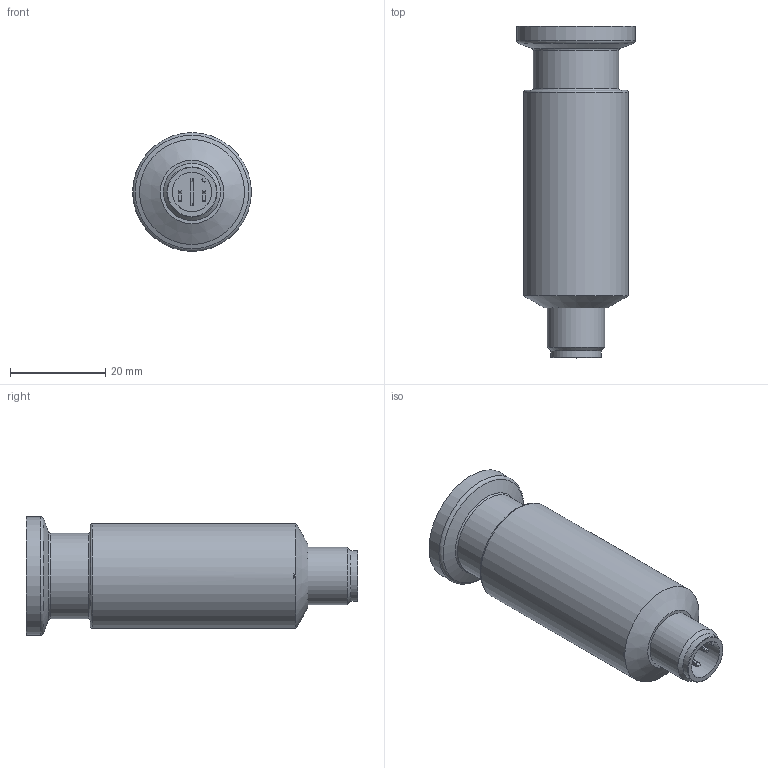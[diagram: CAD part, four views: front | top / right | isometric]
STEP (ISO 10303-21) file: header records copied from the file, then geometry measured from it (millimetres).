
FILE_DESCRIPTION(/* description */ ('Unknown'),/* implementation_level */ '2;1');
FILE_NAME(/* name */ 'PBMH_xxxxxxxx1452xxxxxx',/* time_stamp */ '2023-09-12T08:01:24+02:00',/* author */ ('Unknown'),/* organization */ ('Baumer'),/* preprocessor_version */ 'ST-DEVELOPER v16.7',/* originating_system */ 'Solid Edge',/* authorisation */ 'Unknown');
FILE_SCHEMA (('AUTOMOTIVE_DESIGN {1 0 10303 214 3 1 1}'));
Length unit declared in the file: millimetre
Products named in the file (1): PBMH_xxxxxxxx1452xxxxxx
Bounding box: 24.9 x 69.6 x 24.9 mm (x, y, z)
Volume: 21675 mm3; surface area: 5864.2 mm2
Topology: 1 solids, 1 shells, 103 faces, 273 edges, 180 vertices
Faces by surface type: plane 64, cylinder 28, cone 6, torus 5
Full cylindrical faces by diameter (mm): 8.3 x1, 10.5 x1, 12 x1, 18 x2, 21.7 x1, 22 x1, 24.9 x1
Entity records: 3790 total; most frequent: CARTESIAN_POINT 530, DIRECTION 524, ORIENTED_EDGE 494, EDGE_CURVE 247, AXIS2_PLACEMENT_3D 175, LINE 174, VECTOR 174, VERTEX_POINT 172
